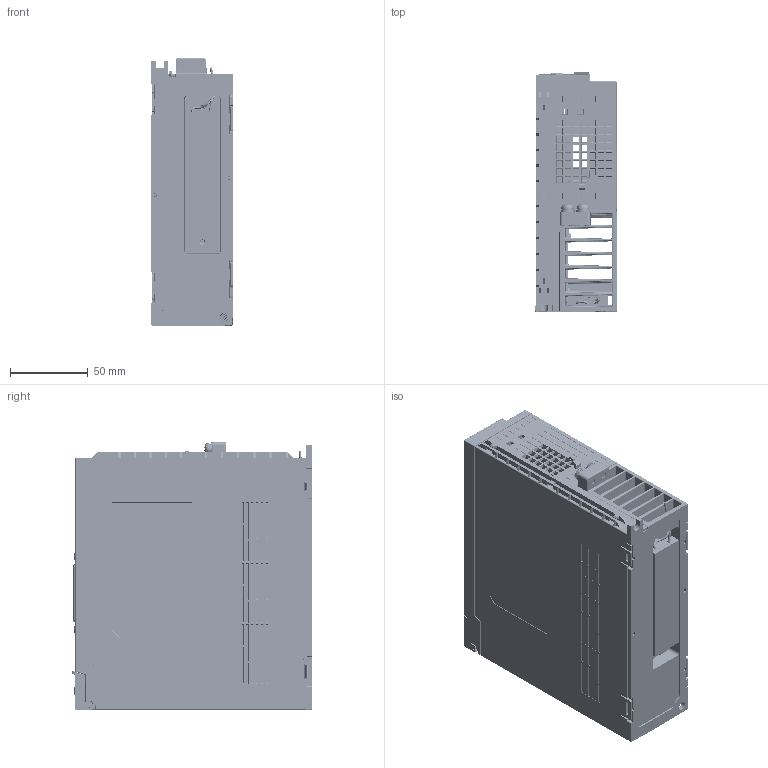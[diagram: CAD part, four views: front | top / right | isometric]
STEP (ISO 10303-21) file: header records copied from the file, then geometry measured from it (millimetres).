
FILE_DESCRIPTION((''),'2;1');
FILE_NAME('XX5FN_750W-1KW','2024-06-05T14:14:27',('cheny'),('Invt'),'CREO PARAMETRIC BY PTC INC, 2020053','CREO PARAMETRIC BY PTC INC, 2020053','');
FILE_SCHEMA(('CONFIG_CONTROL_DESIGN'));
Products named in the file (1): XX5FN_750W-1KW
Bounding box: 52.1 x 154 x 172.02 mm (x, y, z)
Volume: 119.3 mm3; surface area: 273251.5 mm2
Topology: 1 solids, 6420 shells, 6433 faces, 33183 edges, 32846 vertices
Faces by surface type: plane 4054, cylinder 1540, bspline 371, sphere 269, cone 101, torus 74, extrusion 24
Entity records: 362115 total; most frequent: CARTESIAN_POINT 121299, DIRECTION 42847, ORIENTED_EDGE 32895, EDGE_CURVE 32859, VERTEX_POINT 32847, VECTOR 23775, LINE 23751, AXIS2_PLACEMENT_3D 9536
